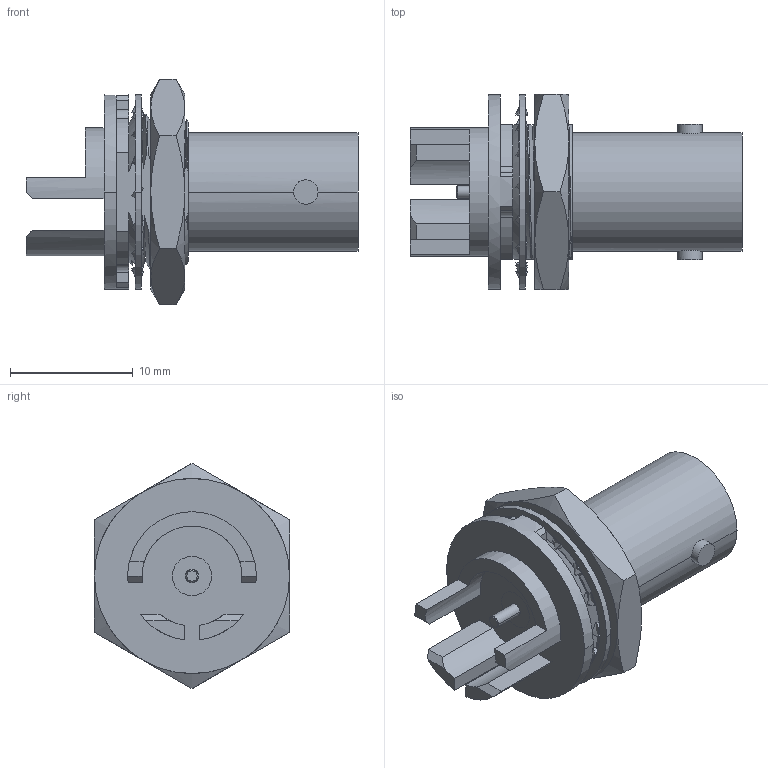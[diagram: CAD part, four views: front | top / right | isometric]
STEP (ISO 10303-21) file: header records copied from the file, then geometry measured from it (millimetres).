
FILE_DESCRIPTION((''),'2;1');
FILE_NAME('31-6233_SW0001','2015-12-07T',('Viji'),(''),'PRO/ENGINEER BY PARAMETRIC TECHNOLOGY CORPORATION, 2014440','PRO/ENGINEER BY PARAMETRIC TECHNOLOGY CORPORATION, 2014440','');
FILE_SCHEMA(('CONFIG_CONTROL_DESIGN'));
Length unit declared in the file: millimetre
Products named in the file (1): 31-6233_SW0001
Bounding box: 27.03 x 15.88 x 18.33 mm (x, y, z)
Surface area: 2518.3 mm2 (no closed solid volume)
Topology: 0 solids, 24 shells, 337 faces, 1178 edges, 859 vertices
Faces by surface type: cone 115, bspline 86, plane 83, cylinder 53
Entity records: 21089 total; most frequent: CARTESIAN_POINT 11841, ORIENTED_EDGE 1824, DIRECTION 1675, EDGE_CURVE 1176, VERTEX_POINT 859, AXIS2_PLACEMENT_3D 564, VECTOR 547, LINE 547
